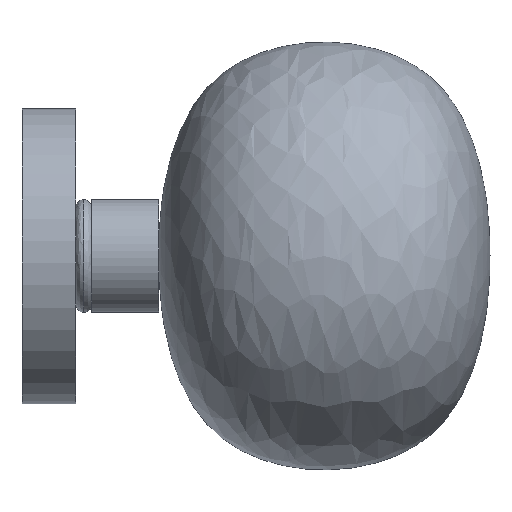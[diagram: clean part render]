
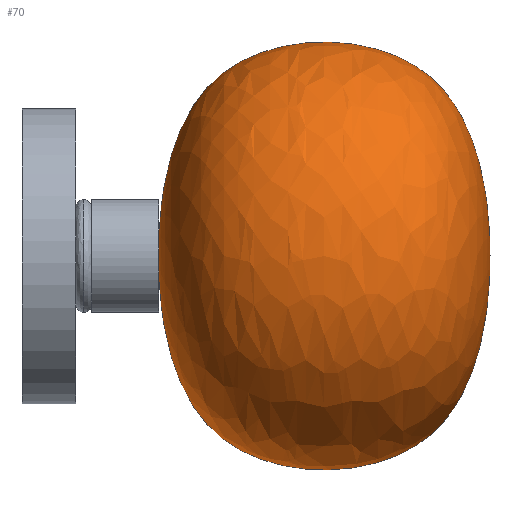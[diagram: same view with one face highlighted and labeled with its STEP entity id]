
A CAD part, front view. The second image highlights one B-rep face of the part: STEP entity #70.
In plain terms, the highlighted free-form (B-spline) face has degree [3, 2] with [6, 5] control points.
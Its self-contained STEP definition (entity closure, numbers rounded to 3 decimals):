
#70=ADVANCED_FACE('',(#88),#262,.T.);
#88=FACE_OUTER_BOUND('',#106,.T.);
#106=EDGE_LOOP('',(#153,#154));
#153=ORIENTED_EDGE('',*,*,#192,.T.);
#154=ORIENTED_EDGE('',*,*,#191,.F.);
#191=EDGE_CURVE('',#243,#244,#208,.T.);
#192=EDGE_CURVE('',#243,#244,#209,.T.);
#208=B_SPLINE_CURVE_WITH_KNOTS('',3,(#551,#552,#553,#554,#555,#556),
 .UNSPECIFIED.,.F.,.F.,(4,1,1,4),(0.,166.952,333.905,
500.857),.UNSPECIFIED.);
#209=B_SPLINE_CURVE_WITH_KNOTS('',3,(#557,#558,#559,#560,#561,#562),
 .UNSPECIFIED.,.F.,.F.,(4,1,1,4),(0.,166.952,333.905,
500.857),.UNSPECIFIED.);
#243=VERTEX_POINT('',#549);
#244=VERTEX_POINT('',#550);
#262=(
BOUNDED_SURFACE()
B_SPLINE_SURFACE(3,2,((#519,#520,#521,#522,#523),(#524,#525,#526,#527,#528),
(#529,#530,#531,#532,#533),(#534,#535,#536,#537,#538),(#539,#540,#541,#542,
#543),(#544,#545,#546,#547,#548)),.UNSPECIFIED.,.F.,.F.,.F.)
B_SPLINE_SURFACE_WITH_KNOTS((4,1,1,4),(3,2,3),(0.,166.952,333.905,
500.857),(114.941,172.411,229.882),
 .UNSPECIFIED.)
GEOMETRIC_REPRESENTATION_ITEM()
RATIONAL_B_SPLINE_SURFACE(((1.,0.707,1.,0.707,1.),
(1.,0.707,1.,0.707,1.),(1.,0.707,1.,
0.707,1.),(1.,0.707,1.,0.707,1.),(1.,
0.707,1.,0.707,1.),(1.,0.707,1.,0.707,
1.)))
REPRESENTATION_ITEM('')
SURFACE()
);
#519=CARTESIAN_POINT('',(27.569,0.,645.305));
#520=CARTESIAN_POINT('',(27.569,0.,645.305));
#521=CARTESIAN_POINT('',(27.569,0.,645.305));
#522=CARTESIAN_POINT('',(27.569,0.,645.305));
#523=CARTESIAN_POINT('',(27.569,0.,645.305));
#524=CARTESIAN_POINT('',(27.569,0.,621.711));
#525=CARTESIAN_POINT('',(27.569,-23.594,621.711));
#526=CARTESIAN_POINT('',(27.569,-23.594,645.305));
#527=CARTESIAN_POINT('',(27.569,-23.594,668.899));
#528=CARTESIAN_POINT('',(27.569,0.,668.899));
#529=CARTESIAN_POINT('',(36.65,0.,561.85));
#530=CARTESIAN_POINT('',(36.65,-83.455,561.85));
#531=CARTESIAN_POINT('',(36.65,-83.455,645.305));
#532=CARTESIAN_POINT('',(36.65,-83.455,728.76));
#533=CARTESIAN_POINT('',(36.65,0.,728.76));
#534=CARTESIAN_POINT('',(142.008,0.,561.85));
#535=CARTESIAN_POINT('',(142.008,-83.455,561.85));
#536=CARTESIAN_POINT('',(142.008,-83.455,645.305));
#537=CARTESIAN_POINT('',(142.008,-83.455,728.76));
#538=CARTESIAN_POINT('',(142.008,0.,728.76));
#539=CARTESIAN_POINT('',(151.089,0.,621.711));
#540=CARTESIAN_POINT('',(151.089,-23.594,621.711));
#541=CARTESIAN_POINT('',(151.089,-23.594,645.305));
#542=CARTESIAN_POINT('',(151.089,-23.594,668.899));
#543=CARTESIAN_POINT('',(151.089,0.,668.899));
#544=CARTESIAN_POINT('',(151.089,0.,645.305));
#545=CARTESIAN_POINT('',(151.089,0.,645.305));
#546=CARTESIAN_POINT('',(151.089,0.,645.305));
#547=CARTESIAN_POINT('',(151.089,0.,645.305));
#548=CARTESIAN_POINT('',(151.089,0.,645.305));
#549=CARTESIAN_POINT('',(27.569,0.,645.305));
#550=CARTESIAN_POINT('',(151.089,0.,645.305));
#551=CARTESIAN_POINT('',(27.569,0.,645.305));
#552=CARTESIAN_POINT('',(27.569,0.,668.899));
#553=CARTESIAN_POINT('',(36.65,0.,728.76));
#554=CARTESIAN_POINT('',(142.008,0.,728.76));
#555=CARTESIAN_POINT('',(151.089,0.,668.899));
#556=CARTESIAN_POINT('',(151.089,0.,645.305));
#557=CARTESIAN_POINT('',(27.569,0.,645.305));
#558=CARTESIAN_POINT('',(27.569,0.,621.711));
#559=CARTESIAN_POINT('',(36.65,0.,561.85));
#560=CARTESIAN_POINT('',(142.008,0.,561.85));
#561=CARTESIAN_POINT('',(151.089,0.,621.711));
#562=CARTESIAN_POINT('',(151.089,0.,645.305));
